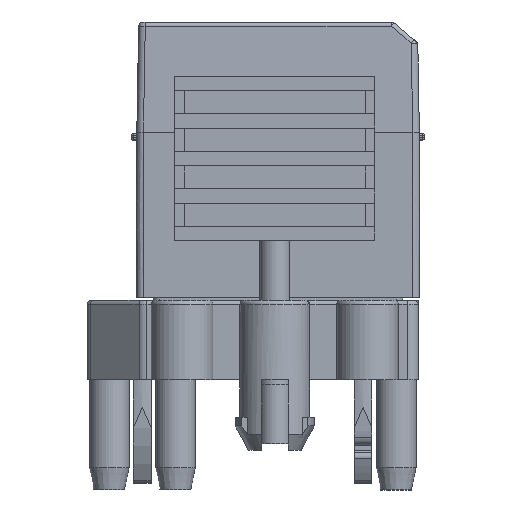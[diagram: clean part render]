
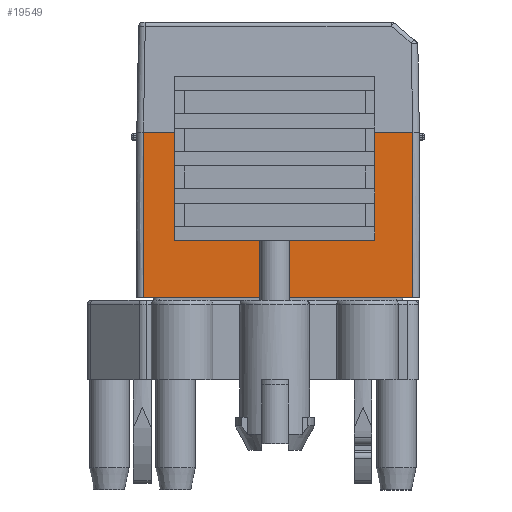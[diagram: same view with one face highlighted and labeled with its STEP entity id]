
A CAD part, left-side view. The second image highlights one B-rep face of the part: STEP entity #19549.
In plain terms, the highlighted planar face has unit normal (-1, 0, 0).
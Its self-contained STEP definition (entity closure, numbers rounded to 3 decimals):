
#161=B_SPLINE_CURVE_WITH_KNOTS('',3,(#34145,#34146,#34147,#34148,#34149,
#34150),.UNSPECIFIED.,.F.,.F.,(4,2,4),(0.,0.121,7.491),
 .UNSPECIFIED.);
#162=B_SPLINE_CURVE_WITH_KNOTS('',3,(#34153,#34154,#34155,#34156,#34157,
#34158,#34159),.UNSPECIFIED.,.F.,.F.,(4,2,1,4),(-78.7,-78.578,
-74.919,-71.209),.UNSPECIFIED.);
#1999=LINE('',#34078,#3915);
#2000=LINE('',#34096,#3916);
#2007=LINE('',#34110,#3923);
#2010=LINE('',#34115,#3926);
#2011=LINE('',#34117,#3927);
#2012=LINE('',#34121,#3928);
#2018=LINE('',#34134,#3934);
#2022=LINE('',#34140,#3938);
#2023=LINE('',#34142,#3939);
#2024=LINE('',#34152,#3940);
#3915=VECTOR('',#26909,12.2);
#3916=VECTOR('',#26912,3.2);
#3923=VECTOR('',#26923,1.);
#3926=VECTOR('',#26928,3.2);
#3927=VECTOR('',#26931,1.);
#3928=VECTOR('',#26934,3.2);
#3934=VECTOR('',#26942,3.2);
#3938=VECTOR('',#26950,1.);
#3939=VECTOR('',#26953,1.);
#3940=VECTOR('',#26956,12.2);
#4725=PLANE('',#21433);
#4812=FACE_BOUND('',#7080,.T.);
#4813=FACE_BOUND('',#7081,.T.);
#5912=FACE_OUTER_BOUND('',#7079,.T.);
#7079=EDGE_LOOP('',(#17695,#17696,#17697,#17698));
#7080=EDGE_LOOP('',(#17699,#17700,#17701,#17702));
#7081=EDGE_LOOP('',(#17703,#17704,#17705,#17706));
#9724=VERTEX_POINT('',#34062);
#9725=VERTEX_POINT('',#34077);
#9726=VERTEX_POINT('',#34094);
#9727=VERTEX_POINT('',#34095);
#9732=VERTEX_POINT('',#34109);
#9733=VERTEX_POINT('',#34113);
#9734=VERTEX_POINT('',#34119);
#9735=VERTEX_POINT('',#34120);
#9740=VERTEX_POINT('',#34131);
#9741=VERTEX_POINT('',#34133);
#9742=VERTEX_POINT('',#34144);
#9743=VERTEX_POINT('',#34151);
#12453=EDGE_CURVE('',#9724,#9725,#1999,.T.);
#12455=EDGE_CURVE('',#9726,#9727,#2000,.T.);
#12462=EDGE_CURVE('',#9727,#9732,#2007,.T.);
#12465=EDGE_CURVE('',#9733,#9732,#2010,.T.);
#12466=EDGE_CURVE('',#9726,#9733,#2011,.T.);
#12467=EDGE_CURVE('',#9734,#9735,#2012,.T.);
#12473=EDGE_CURVE('',#9741,#9740,#2018,.T.);
#12477=EDGE_CURVE('',#9741,#9735,#2022,.T.);
#12478=EDGE_CURVE('',#9740,#9734,#2023,.T.);
#12479=EDGE_CURVE('',#9724,#9742,#161,.T.);
#12480=EDGE_CURVE('',#9742,#9743,#2024,.T.);
#12481=EDGE_CURVE('',#9725,#9743,#162,.T.);
#17695=ORIENTED_EDGE('',*,*,#12479,.T.);
#17696=ORIENTED_EDGE('',*,*,#12480,.T.);
#17697=ORIENTED_EDGE('',*,*,#12481,.F.);
#17698=ORIENTED_EDGE('',*,*,#12453,.F.);
#17699=ORIENTED_EDGE('',*,*,#12467,.T.);
#17700=ORIENTED_EDGE('',*,*,#12477,.F.);
#17701=ORIENTED_EDGE('',*,*,#12473,.T.);
#17702=ORIENTED_EDGE('',*,*,#12478,.T.);
#17703=ORIENTED_EDGE('',*,*,#12465,.T.);
#17704=ORIENTED_EDGE('',*,*,#12462,.F.);
#17705=ORIENTED_EDGE('',*,*,#12455,.F.);
#17706=ORIENTED_EDGE('',*,*,#12466,.T.);
#19549=ADVANCED_FACE('',(#5912,#4812,#4813),#4725,.T.);
#21433=AXIS2_PLACEMENT_3D('',#34143,#26954,#26955);
#26909=DIRECTION('',(0.,-1.,0.));
#26912=DIRECTION('',(0.,0.,-1.));
#26923=DIRECTION('',(0.,-1.,0.));
#26928=DIRECTION('',(0.,0.,-1.));
#26931=DIRECTION('',(0.,-1.,0.));
#26934=DIRECTION('',(0.,0.,-1.));
#26942=DIRECTION('',(0.,0.,1.));
#26950=DIRECTION('',(0.,-1.,0.));
#26953=DIRECTION('',(0.,-1.,0.));
#26954=DIRECTION('center_axis',(-1.,0.,0.));
#26955=DIRECTION('ref_axis',(0.,0.,-1.));
#26956=DIRECTION('',(0.,-1.,0.));
#34062=CARTESIAN_POINT('',(-25.5,5.95,11.187));
#34077=CARTESIAN_POINT('',(-25.5,-6.25,11.187));
#34078=CARTESIAN_POINT('',(-25.5,-15.786,11.187));
#34094=CARTESIAN_POINT('',(-25.5,-2.55,10.1));
#34095=CARTESIAN_POINT('',(-25.5,-2.55,6.9));
#34096=CARTESIAN_POINT('',(-25.5,-2.55,31.99));
#34109=CARTESIAN_POINT('',(-25.5,-3.55,6.9));
#34110=CARTESIAN_POINT('',(-25.5,-15.786,6.9));
#34113=CARTESIAN_POINT('',(-25.5,-3.55,10.1));
#34115=CARTESIAN_POINT('',(-25.5,-3.55,31.99));
#34117=CARTESIAN_POINT('',(-25.5,-15.786,10.1));
#34119=CARTESIAN_POINT('',(-25.5,2.55,10.1));
#34120=CARTESIAN_POINT('',(-25.5,2.55,6.9));
#34121=CARTESIAN_POINT('',(-25.5,2.55,31.99));
#34131=CARTESIAN_POINT('',(-25.5,3.55,10.1));
#34133=CARTESIAN_POINT('',(-25.5,3.55,6.9));
#34134=CARTESIAN_POINT('',(-25.5,3.55,31.99));
#34140=CARTESIAN_POINT('',(-25.5,-15.786,6.9));
#34142=CARTESIAN_POINT('',(-25.5,-15.786,10.1));
#34143=CARTESIAN_POINT('Origin',(-25.5,6.25,11.2));
#34144=CARTESIAN_POINT('',(-25.5,5.95,3.7));
#34145=CARTESIAN_POINT('Ctrl Pts',(-25.5,5.95,11.187));
#34146=CARTESIAN_POINT('Ctrl Pts',(-25.5,5.95,11.148));
#34147=CARTESIAN_POINT('Ctrl Pts',(-25.5,5.95,11.11));
#34148=CARTESIAN_POINT('Ctrl Pts',(-25.5,5.95,8.613));
#34149=CARTESIAN_POINT('Ctrl Pts',(-25.5,5.95,6.157));
#34150=CARTESIAN_POINT('Ctrl Pts',(-25.5,5.95,3.7));
#34151=CARTESIAN_POINT('',(-25.5,-6.25,3.7));
#34152=CARTESIAN_POINT('',(-25.5,-15.786,3.7));
#34153=CARTESIAN_POINT('Ctrl Pts',(-25.5,-6.25,
11.187));
#34154=CARTESIAN_POINT('Ctrl Pts',(-25.5,-6.25,
11.148));
#34155=CARTESIAN_POINT('Ctrl Pts',(-25.5,-6.25,
11.11));
#34156=CARTESIAN_POINT('Ctrl Pts',(-25.5,-6.25,9.85));
#34157=CARTESIAN_POINT('Ctrl Pts',(-25.5,-6.25,
7.393));
#34158=CARTESIAN_POINT('Ctrl Pts',(-25.5,-6.25,
4.937));
#34159=CARTESIAN_POINT('Ctrl Pts',(-25.5,-6.25,3.7));
